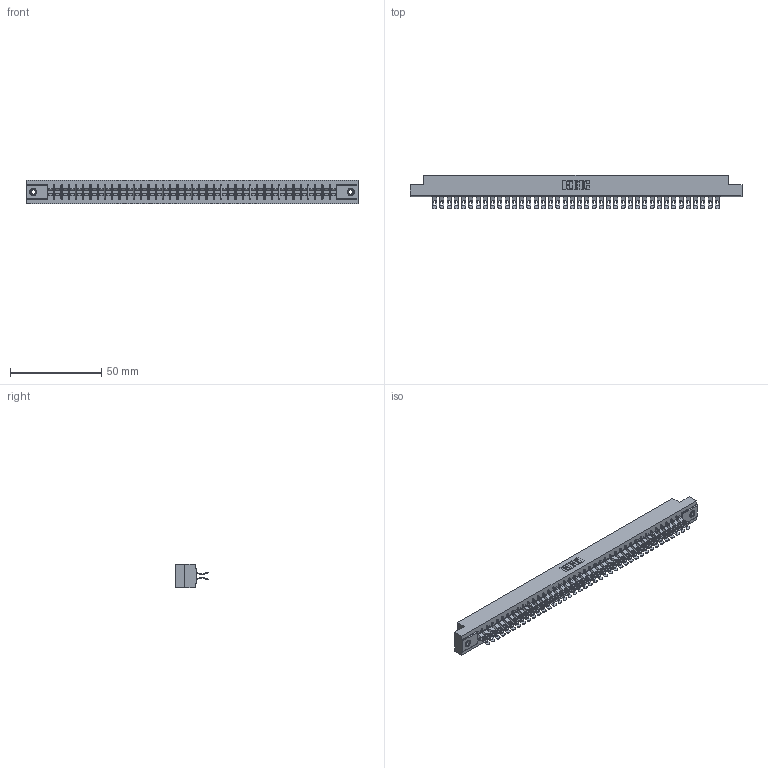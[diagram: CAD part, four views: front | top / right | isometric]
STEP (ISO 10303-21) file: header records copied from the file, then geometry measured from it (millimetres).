
FILE_DESCRIPTION (( 'STEP AP203' ), '1' );
FILE_NAME ('305-080-555-507.STEP', '2019-09-10T10:15:48', ( '' ), ( '' ), 'SwSTEP 2.0', 'SolidWorks 2016', '' );
FILE_SCHEMA (( 'CONFIG_CONTROL_DESIGN' ));
Length unit declared in the file: inch
Products named in the file (4): 305 Part_.156 Dia; 345-250-001_345-250-005-103; 305-080-555-507; 305-290-001_555
Assembly tree (83 placements, depth 2):
  305-080-555-507
    305 Part_.156 Dia
    305-290-001_555  x80
    345-250-001_345-250-005-103  x2
Bounding box: 181.51 x 18.41 x 12.7 mm (x, y, z)
Volume: 18593.7 mm3; surface area: 26034.9 mm2
Topology: 83 solids, 83 shells, 5456 faces, 16252 edges, 10612 vertices
Faces by surface type: plane 2660, cylinder 2620, sphere 160, cone 12, torus 4
Entity records: 45362 total; most frequent: CARTESIAN_POINT 7507, ORIENTED_EDGE 7436, DIRECTION 7268, EDGE_CURVE 3718, VECTOR 2982, LINE 2982, VERTEX_POINT 2366, AXIS2_PLACEMENT_3D 2143
